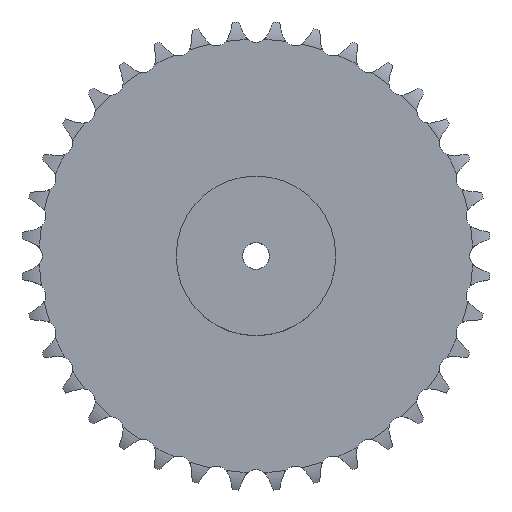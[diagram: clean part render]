
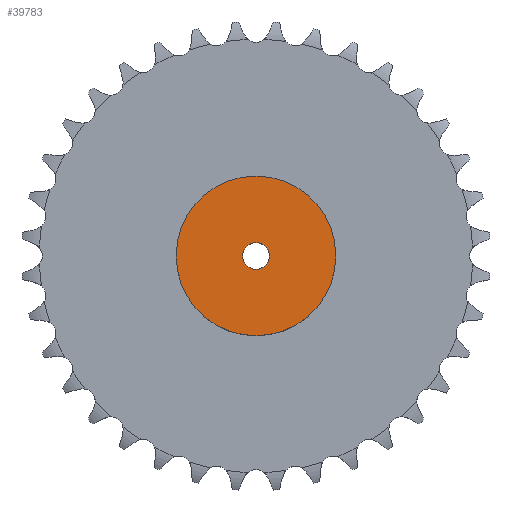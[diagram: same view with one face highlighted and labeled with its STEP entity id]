
A CAD part, top view. The second image highlights one B-rep face of the part: STEP entity #39783.
In plain terms, the highlighted planar face has unit normal (0, 0, 1).
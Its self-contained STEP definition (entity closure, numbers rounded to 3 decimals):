
#4497 = CYLINDRICAL_SURFACE('',#4498,90.);
#4498 = AXIS2_PLACEMENT_3D('',#4499,#4500,#4501);
#4499 = CARTESIAN_POINT('',(0.,0.,0.));
#4500 = DIRECTION('',(-0.,-0.,-1.));
#4501 = DIRECTION('',(1.,0.,0.));
#25142 = VERTEX_POINT('',#25143);
#25143 = CARTESIAN_POINT('',(90.,0.,75.));
#25164 = EDGE_CURVE('',#25142,#25142,#25165,.T.);
#25165 = SURFACE_CURVE('',#25166,(#25171,#25178),.PCURVE_S1.);
#25166 = CIRCLE('',#25167,90.);
#25167 = AXIS2_PLACEMENT_3D('',#25168,#25169,#25170);
#25168 = CARTESIAN_POINT('',(0.,0.,75.));
#25169 = DIRECTION('',(0.,0.,1.));
#25170 = DIRECTION('',(1.,0.,0.));
#25171 = PCURVE('',#4497,#25172);
#25172 = DEFINITIONAL_REPRESENTATION('',(#25173),#25177);
#25173 = LINE('',#25174,#25175);
#25174 = CARTESIAN_POINT('',(-0.,-75.));
#25175 = VECTOR('',#25176,1.);
#25176 = DIRECTION('',(-1.,0.));
#25177 = ( GEOMETRIC_REPRESENTATION_CONTEXT(2) 
PARAMETRIC_REPRESENTATION_CONTEXT() REPRESENTATION_CONTEXT('2D SPACE',''
  ) );
#25178 = PCURVE('',#25179,#25184);
#25179 = PLANE('',#25180);
#25180 = AXIS2_PLACEMENT_3D('',#25181,#25182,#25183);
#25181 = CARTESIAN_POINT('',(0.,0.,75.)
  );
#25182 = DIRECTION('',(0.,0.,1.));
#25183 = DIRECTION('',(1.,0.,0.));
#25184 = DEFINITIONAL_REPRESENTATION('',(#25185),#25189);
#25185 = CIRCLE('',#25186,90.);
#25186 = AXIS2_PLACEMENT_2D('',#25187,#25188);
#25187 = CARTESIAN_POINT('',(0.,0.));
#25188 = DIRECTION('',(1.,0.));
#25189 = ( GEOMETRIC_REPRESENTATION_CONTEXT(2) 
PARAMETRIC_REPRESENTATION_CONTEXT() REPRESENTATION_CONTEXT('2D SPACE',''
  ) );
#33857 = CYLINDRICAL_SURFACE('',#33858,15.);
#33858 = AXIS2_PLACEMENT_3D('',#33859,#33860,#33861);
#33859 = CARTESIAN_POINT('',(0.,0.,790.82));
#33860 = DIRECTION('',(0.,0.,1.));
#33861 = DIRECTION('',(1.,0.,0.));
#39783 = ADVANCED_FACE('',(#39784,#39787),#25179,.T.);
#39784 = FACE_BOUND('',#39785,.T.);
#39785 = EDGE_LOOP('',(#39786));
#39786 = ORIENTED_EDGE('',*,*,#25164,.T.);
#39787 = FACE_BOUND('',#39788,.T.);
#39788 = EDGE_LOOP('',(#39789));
#39789 = ORIENTED_EDGE('',*,*,#39790,.F.);
#39790 = EDGE_CURVE('',#39791,#39791,#39793,.T.);
#39791 = VERTEX_POINT('',#39792);
#39792 = CARTESIAN_POINT('',(15.,0.,75.));
#39793 = SURFACE_CURVE('',#39794,(#39799,#39806),.PCURVE_S1.);
#39794 = CIRCLE('',#39795,15.);
#39795 = AXIS2_PLACEMENT_3D('',#39796,#39797,#39798);
#39796 = CARTESIAN_POINT('',(0.,0.,75.));
#39797 = DIRECTION('',(0.,0.,1.));
#39798 = DIRECTION('',(1.,0.,0.));
#39799 = PCURVE('',#25179,#39800);
#39800 = DEFINITIONAL_REPRESENTATION('',(#39801),#39805);
#39801 = CIRCLE('',#39802,15.);
#39802 = AXIS2_PLACEMENT_2D('',#39803,#39804);
#39803 = CARTESIAN_POINT('',(0.,0.));
#39804 = DIRECTION('',(1.,0.));
#39805 = ( GEOMETRIC_REPRESENTATION_CONTEXT(2) 
PARAMETRIC_REPRESENTATION_CONTEXT() REPRESENTATION_CONTEXT('2D SPACE',''
  ) );
#39806 = PCURVE('',#33857,#39807);
#39807 = DEFINITIONAL_REPRESENTATION('',(#39808),#39812);
#39808 = LINE('',#39809,#39810);
#39809 = CARTESIAN_POINT('',(0.,-715.82));
#39810 = VECTOR('',#39811,1.);
#39811 = DIRECTION('',(1.,0.));
#39812 = ( GEOMETRIC_REPRESENTATION_CONTEXT(2) 
PARAMETRIC_REPRESENTATION_CONTEXT() REPRESENTATION_CONTEXT('2D SPACE',''
  ) );
